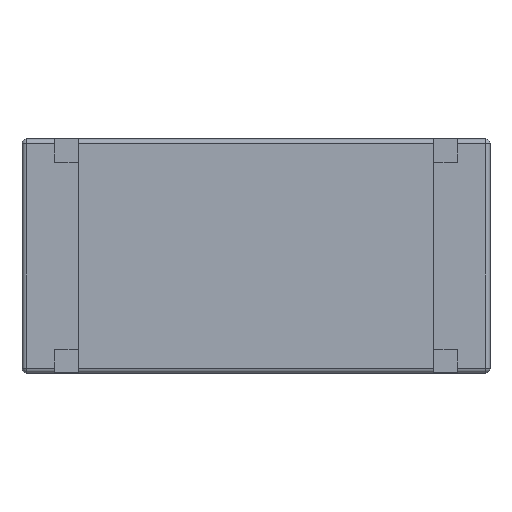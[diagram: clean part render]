
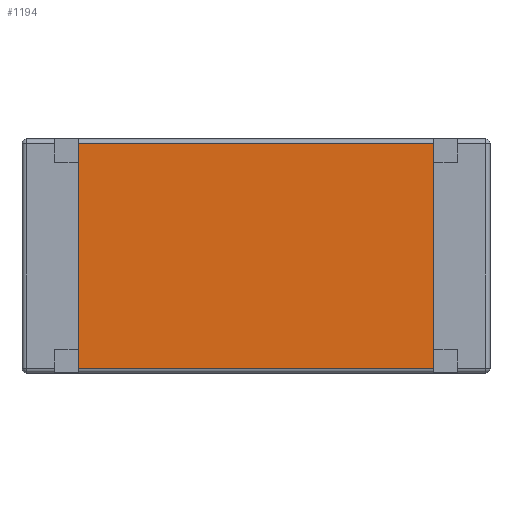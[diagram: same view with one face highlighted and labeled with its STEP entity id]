
A CAD part, top view. The second image highlights one B-rep face of the part: STEP entity #1194.
In plain terms, the highlighted planar face has unit normal (0, 0, 1).
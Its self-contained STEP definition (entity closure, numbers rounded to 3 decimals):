
#28 = VERTEX_POINT ( 'NONE', #1532 ) ;
#177 = DIRECTION ( 'NONE',  ( 0., 0., 1. ) ) ;
#274 = EDGE_LOOP ( 'NONE', ( #1621, #1346, #1332, #445 ) ) ;
#280 = EDGE_CURVE ( 'NONE', #1329, #28, #918, .T. ) ;
#302 = DIRECTION ( 'NONE',  ( -1., 0., 0. ) ) ;
#308 = CARTESIAN_POINT ( 'NONE',  ( 0., 1.2, 0. ) ) ;
#327 = DIRECTION ( 'NONE',  ( 0., 1., 0. ) ) ;
#352 = EDGE_CURVE ( 'NONE', #973, #1327, #1434, .T. ) ;
#374 = DIRECTION ( 'NONE',  ( 0., -1., 0. ) ) ;
#380 = CARTESIAN_POINT ( 'NONE',  ( 1.9, 1.2, 0. ) ) ;
#384 = VECTOR ( 'NONE', #327, 1000. ) ;
#445 = ORIENTED_EDGE ( 'NONE', *, *, #352, .T. ) ;
#468 = VECTOR ( 'NONE', #374, 1000. ) ;
#635 = LINE ( 'NONE', #1134, #468 ) ;
#695 = CARTESIAN_POINT ( 'NONE',  ( -1.9, -1.2, 0. ) ) ;
#717 = CARTESIAN_POINT ( 'NONE',  ( 1.9, 1.25, 0. ) ) ;
#816 = LINE ( 'NONE', #717, #384 ) ;
#844 = CARTESIAN_POINT ( 'NONE',  ( -1.9, 1.2, 0. ) ) ;
#890 = PLANE ( 'NONE',  #1122 ) ;
#918 = LINE ( 'NONE', #1527, #1410 ) ;
#973 = VERTEX_POINT ( 'NONE', #380 ) ;
#1041 = FACE_OUTER_BOUND ( 'NONE', #274, .T. ) ;
#1055 = EDGE_CURVE ( 'NONE', #1327, #1329, #635, .T. ) ;
#1122 = AXIS2_PLACEMENT_3D ( 'NONE', #1302, #177, #1540 ) ;
#1134 = CARTESIAN_POINT ( 'NONE',  ( -1.9, 1.25, 0. ) ) ;
#1194 = ADVANCED_FACE ( 'NONE', ( #1041 ), #890, .T. ) ;
#1282 = DIRECTION ( 'NONE',  ( 1., 0., 0. ) ) ;
#1302 = CARTESIAN_POINT ( 'NONE',  ( 0., 0., 0. ) ) ;
#1327 = VERTEX_POINT ( 'NONE', #844 ) ;
#1329 = VERTEX_POINT ( 'NONE', #695 ) ;
#1332 = ORIENTED_EDGE ( 'NONE', *, *, #1343, .T. ) ;
#1343 = EDGE_CURVE ( 'NONE', #28, #973, #816, .T. ) ;
#1346 = ORIENTED_EDGE ( 'NONE', *, *, #280, .T. ) ;
#1410 = VECTOR ( 'NONE', #1282, 1000. ) ;
#1428 = VECTOR ( 'NONE', #302, 1000. ) ;
#1434 = LINE ( 'NONE', #308, #1428 ) ;
#1527 = CARTESIAN_POINT ( 'NONE',  ( 0., -1.2, 0. ) ) ;
#1532 = CARTESIAN_POINT ( 'NONE',  ( 1.9, -1.2, 0. ) ) ;
#1540 = DIRECTION ( 'NONE',  ( 1., 0., 0. ) ) ;
#1621 = ORIENTED_EDGE ( 'NONE', *, *, #1055, .T. ) ;
